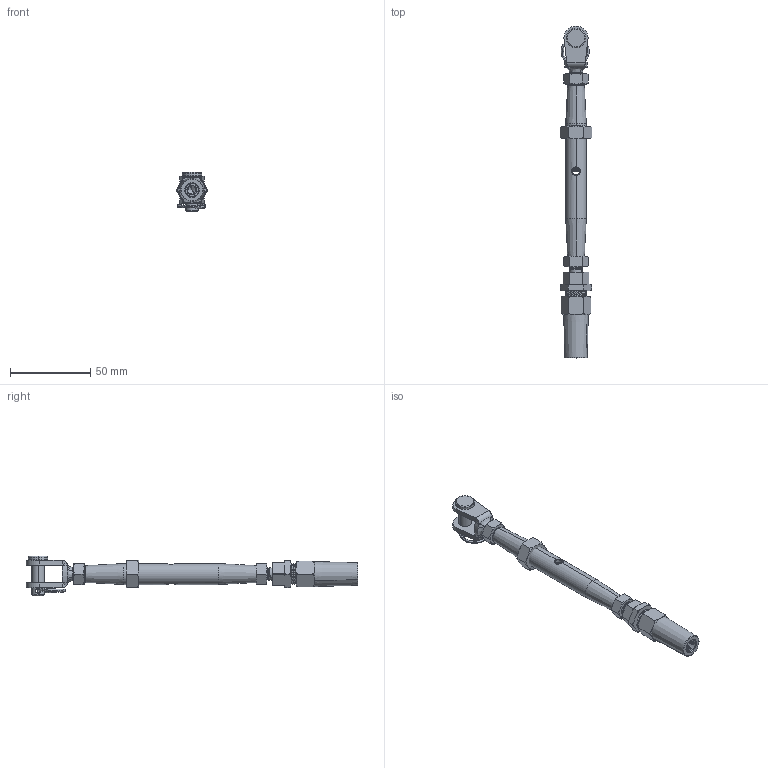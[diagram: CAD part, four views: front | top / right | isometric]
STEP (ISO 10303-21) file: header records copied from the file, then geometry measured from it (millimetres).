
FILE_DESCRIPTION (( 'STEP AP203' ), '1' );
FILE_NAME ('A14_7250-005.STEP', '2024-08-22T10:58:10', ( '' ), ( '' ), 'SwSTEP 2.0', 'SolidWorks 2019', '' );
FILE_SCHEMA (( 'CONFIG_CONTROL_DESIGN' ));
Length unit declared in the file: millimetre
Products named in the file (15): MATICA DIN 934_MATICA M10; A14_7250-005.P4-1; A14_7250-005.P8-1; A14_7250-005.P6-1; A14_7250-005.P3-1; A14_7332-M10_skupina; A14_7250-005.P2-2_skupina; A14_7250-005.P7-1; A14_7250-005.P1-1; A14_7250-005.P5-1; A14_7250-005.P10-1; A14_7250-005.P9-1; A14_7250-005; MATICA DIN 934_MATICA M 8; A14_7250-005.P2-1
Assembly tree (17 placements, depth 3):
  A14_7250-005
    A14_7250-005.P5-1
    A14_7250-005.P4-1
    A14_7250-005.P2-2_skupina
      A14_7250-005.P2-1  x3
      A14_7250-005.P8-1
    A14_7250-005.P1-1
    A14_7250-005.P3-1
    A14_7250-005.P10-1
    MATICA DIN 934_MATICA M 8  x2
    A14_7332-M10_skupina
      A14_7250-005.P6-1
      A14_7250-005.P7-1
      MATICA DIN 934_MATICA M10
      A14_7250-005.P9-1
Bounding box: 19.6 x 206.47 x 24.5 mm (x, y, z)
Volume: 26763.5 mm3; surface area: 24385.6 mm2
Topology: 15 solids, 15 shells, 1294 faces, 3341 edges, 2073 vertices
Faces by surface type: cone 584, cylinder 544, plane 97, bspline 41, torus 28
Entity records: 53842 total; most frequent: CARTESIAN_POINT 35068, ORIENTED_EDGE 3950, DIRECTION 3252, EDGE_CURVE 1975, VERTEX_POINT 1247, AXIS2_PLACEMENT_3D 1214, VECTOR 824, LINE 824
